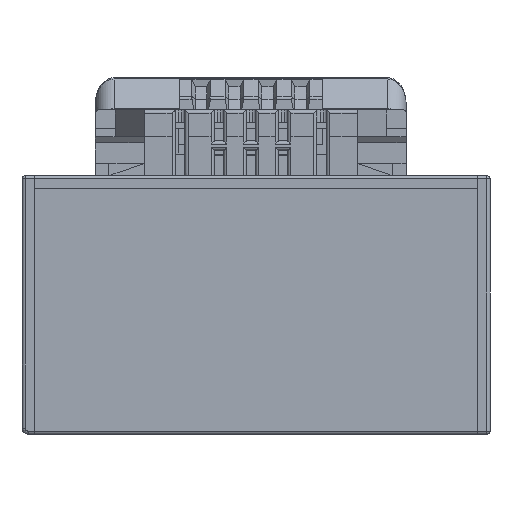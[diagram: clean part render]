
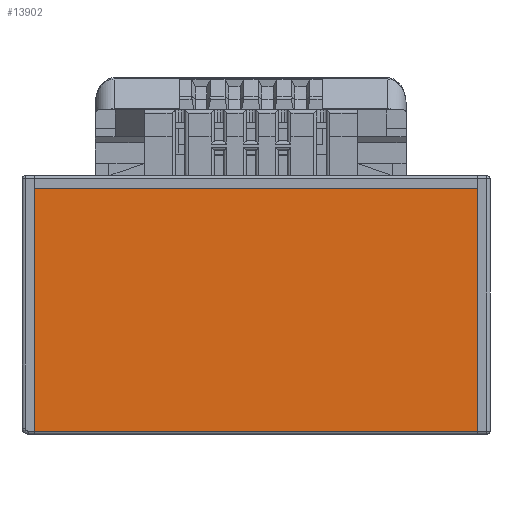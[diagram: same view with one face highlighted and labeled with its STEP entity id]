
A CAD part, front view. The second image highlights one B-rep face of the part: STEP entity #13902.
In plain terms, the highlighted planar face has unit normal (0, -1, 0).
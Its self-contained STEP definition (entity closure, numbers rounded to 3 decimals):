
#525=LINE('',#19935,#2078);
#724=LINE('',#20403,#2277);
#1347=LINE('',#22944,#2900);
#1348=LINE('',#22946,#2901);
#2078=VECTOR('',#15846,10.);
#2277=VECTOR('',#16285,10.);
#2900=VECTOR('',#17638,10.);
#2901=VECTOR('',#17641,10.);
#4054=FACE_OUTER_BOUND('',#4856,.T.);
#4856=EDGE_LOOP('',(#11337,#11338,#11339,#11340));
#5778=VERTEX_POINT('',#19932);
#5779=VERTEX_POINT('',#19934);
#5927=VERTEX_POINT('',#20400);
#5928=VERTEX_POINT('',#20402);
#7112=EDGE_CURVE('',#5778,#5779,#525,.T.);
#7352=EDGE_CURVE('',#5927,#5928,#724,.T.);
#8116=EDGE_CURVE('',#5928,#5778,#1347,.T.);
#8117=EDGE_CURVE('',#5927,#5779,#1348,.T.);
#11337=ORIENTED_EDGE('',*,*,#8117,.T.);
#11338=ORIENTED_EDGE('',*,*,#7112,.F.);
#11339=ORIENTED_EDGE('',*,*,#8116,.F.);
#11340=ORIENTED_EDGE('',*,*,#7352,.F.);
#13187=PLANE('',#14866);
#13902=ADVANCED_FACE('',(#4054),#13187,.T.);
#14866=AXIS2_PLACEMENT_3D('',#22945,#17639,#17640);
#15846=DIRECTION('',(0.,0.,-1.));
#16285=DIRECTION('',(0.,0.,1.));
#17638=DIRECTION('',(1.,0.,0.));
#17639=DIRECTION('center_axis',(0.,-1.,0.));
#17640=DIRECTION('ref_axis',(0.,0.,-1.));
#17641=DIRECTION('',(1.,0.,0.));
#19932=CARTESIAN_POINT('',(36.494,-11.4,28.2));
#19934=CARTESIAN_POINT('',(36.494,-11.4,-10.9));
#19935=CARTESIAN_POINT('',(36.494,-11.4,28.2));
#20400=CARTESIAN_POINT('',(-34.825,-11.4,-10.9));
#20402=CARTESIAN_POINT('',(-34.825,-11.4,28.2));
#20403=CARTESIAN_POINT('',(-34.825,-11.4,28.2));
#22944=CARTESIAN_POINT('',(0.,-11.4,28.2));
#22945=CARTESIAN_POINT('Origin',(0.,-11.4,28.2));
#22946=CARTESIAN_POINT('',(0.,-11.4,-10.9));
